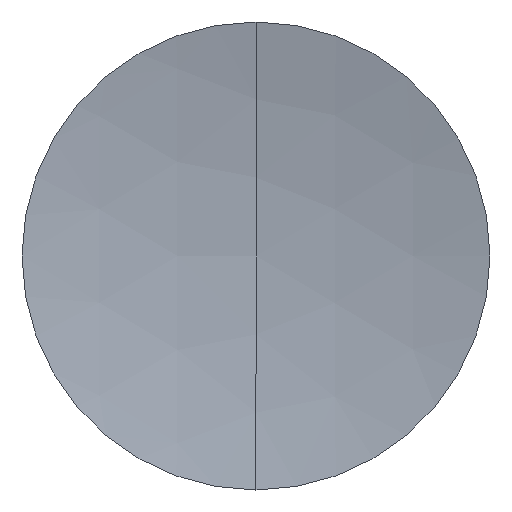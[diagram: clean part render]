
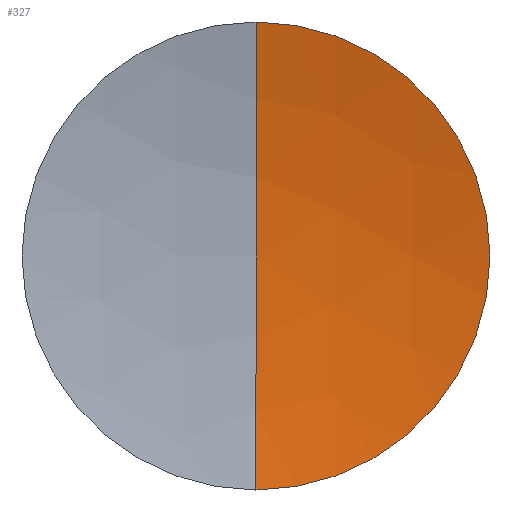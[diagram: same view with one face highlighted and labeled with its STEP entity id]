
A CAD part, left-side view. The second image highlights one B-rep face of the part: STEP entity #327.
In plain terms, the highlighted spherical face has radius 60.67 mm.
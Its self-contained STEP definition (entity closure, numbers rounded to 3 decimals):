
#1 = DIRECTION ( 'NONE',  ( 0., 0., 1. ) ) ;
#23 = ORIENTED_EDGE ( 'NONE', *, *, #109, .T. ) ;
#25 = ORIENTED_EDGE ( 'NONE', *, *, #90, .T. ) ;
#30 = CIRCLE ( 'NONE', #256, 12.5 ) ;
#45 = CARTESIAN_POINT ( 'NONE',  ( 224.369, 0., 0. ) ) ;
#57 = CARTESIAN_POINT ( 'NONE',  ( 165.001, 0., 0. ) ) ;
#59 = DIRECTION ( 'NONE',  ( -1., 0., 0. ) ) ;
#78 = AXIS2_PLACEMENT_3D ( 'NONE', #311, #167, #231 ) ;
#90 = EDGE_CURVE ( 'NONE', #112, #241, #140, .T. ) ;
#98 = AXIS2_PLACEMENT_3D ( 'NONE', #297, #274, #329 ) ;
#109 = EDGE_CURVE ( 'NONE', #241, #149, #30, .T. ) ;
#112 = VERTEX_POINT ( 'NONE', #323 ) ;
#113 = EDGE_LOOP ( 'NONE', ( #334, #25, #23 ) ) ;
#140 = CIRCLE ( 'NONE', #243, 60.67 ) ;
#143 = DIRECTION ( 'NONE',  ( 0., 0., 1. ) ) ;
#149 = VERTEX_POINT ( 'NONE', #159 ) ;
#159 = CARTESIAN_POINT ( 'NONE',  ( 224.369, 0., 12.5 ) ) ;
#167 = DIRECTION ( 'NONE',  ( 0., 1., 0. ) ) ;
#171 = EDGE_CURVE ( 'NONE', #112, #149, #242, .T. ) ;
#184 = CARTESIAN_POINT ( 'NONE',  ( 224.369, 0., -12.5 ) ) ;
#185 = DIRECTION ( 'NONE',  ( 0., 1., 0. ) ) ;
#213 = FACE_OUTER_BOUND ( 'NONE', #113, .T. ) ;
#231 = DIRECTION ( 'NONE',  ( 0., 0., 1. ) ) ;
#241 = VERTEX_POINT ( 'NONE', #184 ) ;
#242 = CIRCLE ( 'NONE', #98, 60.67 ) ;
#243 = AXIS2_PLACEMENT_3D ( 'NONE', #57, #185, #143 ) ;
#256 = AXIS2_PLACEMENT_3D ( 'NONE', #45, #59, #1 ) ;
#274 = DIRECTION ( 'NONE',  ( 0., -1., 0. ) ) ;
#282 = SPHERICAL_SURFACE ( 'NONE', #78, 60.67 ) ;
#297 = CARTESIAN_POINT ( 'NONE',  ( 165.001, 0., 0. ) ) ;
#311 = CARTESIAN_POINT ( 'NONE',  ( 165.001, 0., 0. ) ) ;
#323 = CARTESIAN_POINT ( 'NONE',  ( 225.671, 0., 0. ) ) ;
#327 = ADVANCED_FACE ( 'NONE', ( #213 ), #282, .F. ) ;
#329 = DIRECTION ( 'NONE',  ( 0., 0., -1. ) ) ;
#334 = ORIENTED_EDGE ( 'NONE', *, *, #171, .F. ) ;
